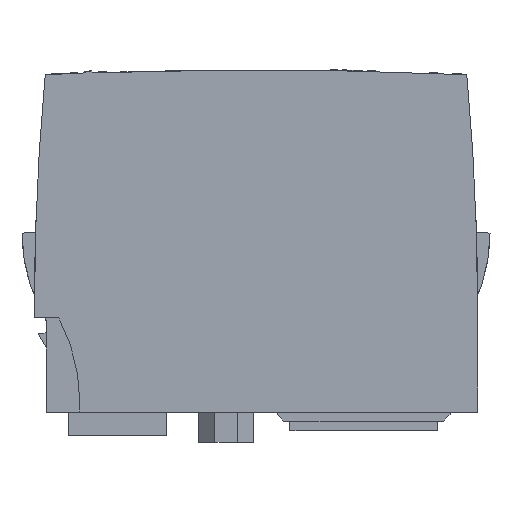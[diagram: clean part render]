
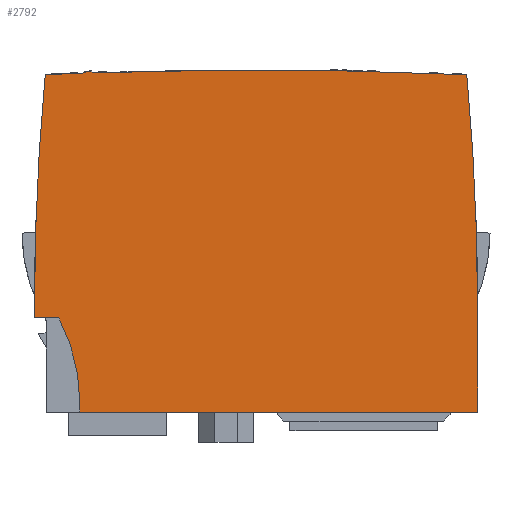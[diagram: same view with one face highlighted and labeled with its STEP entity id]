
A CAD part, left-side view. The second image highlights one B-rep face of the part: STEP entity #2792.
In plain terms, the highlighted planar face has unit normal (-1, 0, 0).
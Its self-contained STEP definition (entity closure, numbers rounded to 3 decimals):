
#2129=CIRCLE('',#21651,28.3);
#2136=CIRCLE('',#21664,391.5);
#2138=CIRCLE('',#21667,750.);
#2140=CIRCLE('',#21670,2.3);
#2148=CIRCLE('',#21683,750.);
#2152=CIRCLE('',#21688,391.5);
#2792=ADVANCED_FACE('',(#4999),#3997,.T.);
#3997=PLANE('',#21692);
#4999=FACE_OUTER_BOUND('',#6170,.T.);
#6170=EDGE_LOOP('',(#8989,#8990,#8991,#8992,#8993,#8994,#8995,#8996,#8997,
#8998,#8999));
#8989=ORIENTED_EDGE('',*,*,#15195,.F.);
#8990=ORIENTED_EDGE('',*,*,#15245,.F.);
#8991=ORIENTED_EDGE('',*,*,#15239,.F.);
#8992=ORIENTED_EDGE('',*,*,#15224,.F.);
#8993=ORIENTED_EDGE('',*,*,#15221,.F.);
#8994=ORIENTED_EDGE('',*,*,#15218,.F.);
#8995=ORIENTED_EDGE('',*,*,#15212,.F.);
#8996=ORIENTED_EDGE('',*,*,#15209,.F.);
#8997=ORIENTED_EDGE('',*,*,#15188,.F.);
#8998=ORIENTED_EDGE('',*,*,#15185,.F.);
#8999=ORIENTED_EDGE('',*,*,#15086,.F.);
#12999=VERTEX_POINT('',#30079);
#13000=VERTEX_POINT('',#30081);
#13091=VERTEX_POINT('',#30281);
#13093=VERTEX_POINT('',#30287);
#13099=VERTEX_POINT('',#30300);
#13107=VERTEX_POINT('',#30323);
#13110=VERTEX_POINT('',#30333);
#13114=VERTEX_POINT('',#30344);
#13116=VERTEX_POINT('',#30350);
#13118=VERTEX_POINT('',#30356);
#13132=VERTEX_POINT('',#30386);
#15086=EDGE_CURVE('',#12999,#13000,#17767,.T.);
#15185=EDGE_CURVE('',#13000,#13091,#17852,.T.);
#15188=EDGE_CURVE('',#13091,#13093,#2129,.T.);
#15195=EDGE_CURVE('',#13099,#12999,#17860,.T.);
#15209=EDGE_CURVE('',#13093,#13107,#17870,.T.);
#15212=EDGE_CURVE('',#13107,#13110,#17873,.T.);
#15218=EDGE_CURVE('',#13110,#13114,#2136,.T.);
#15221=EDGE_CURVE('',#13114,#13116,#2138,.T.);
#15224=EDGE_CURVE('',#13116,#13118,#2140,.T.);
#15239=EDGE_CURVE('',#13118,#13132,#2148,.T.);
#15245=EDGE_CURVE('',#13132,#13099,#2152,.T.);
#17767=LINE('',#30080,#19876);
#17852=LINE('',#30280,#19961);
#17860=LINE('',#30301,#19969);
#17870=LINE('',#30326,#19979);
#17873=LINE('',#30332,#19982);
#19876=VECTOR('',#24433,1.);
#19961=VECTOR('',#24566,1.);
#19969=VECTOR('',#24582,1.);
#19979=VECTOR('',#24606,1.);
#19982=VECTOR('',#24611,1.);
#21651=AXIS2_PLACEMENT_3D('',#30286,#24572,#24573);
#21664=AXIS2_PLACEMENT_3D('',#30343,#24621,#24622);
#21667=AXIS2_PLACEMENT_3D('',#30349,#24628,#24629);
#21670=AXIS2_PLACEMENT_3D('',#30355,#24635,#24636);
#21683=AXIS2_PLACEMENT_3D('',#30385,#24664,#24665);
#21688=AXIS2_PLACEMENT_3D('',#30396,#24676,#24677);
#21692=AXIS2_PLACEMENT_3D('',#30400,#24684,#24685);
#24433=DIRECTION('',(0.,1.,0.));
#24566=DIRECTION('',(0.,0.,1.));
#24572=DIRECTION('',(-1.,0.,0.));
#24573=DIRECTION('',(0.,-0.884,0.467));
#24582=DIRECTION('',(0.,0.,-1.));
#24606=DIRECTION('',(0.,1.,0.));
#24611=DIRECTION('',(0.,0.,1.));
#24621=DIRECTION('',(1.,0.,0.));
#24622=DIRECTION('',(0.,1.,0.));
#24628=DIRECTION('',(1.,0.,0.));
#24629=DIRECTION('',(0.,0.043,0.999));
#24635=DIRECTION('',(1.,0.,0.));
#24636=DIRECTION('',(0.,0.431,0.902));
#24664=DIRECTION('',(1.,0.,0.));
#24665=DIRECTION('',(0.,0.034,0.999));
#24676=DIRECTION('',(1.,0.,0.));
#24677=DIRECTION('',(0.,-0.996,0.09));
#24684=DIRECTION('',(-1.,0.,0.));
#24685=DIRECTION('',(0.,0.,1.));
#30079=CARTESIAN_POINT('',(-7.5,-32.,13.5));
#30080=CARTESIAN_POINT('',(-7.5,-32.,13.5));
#30081=CARTESIAN_POINT('',(-7.5,30.2,13.5));
#30280=CARTESIAN_POINT('',(-7.5,30.2,13.5));
#30281=CARTESIAN_POINT('',(-7.5,30.2,15.));
#30286=CARTESIAN_POINT('',(-7.5,58.5,15.));
#30287=CARTESIAN_POINT('',(-7.5,33.483,28.23));
#30300=CARTESIAN_POINT('',(-7.5,-32.,30.));
#30301=CARTESIAN_POINT('',(-7.5,-32.,30.));
#30323=CARTESIAN_POINT('',(-7.5,37.3,28.23));
#30326=CARTESIAN_POINT('',(-7.5,33.483,28.23));
#30332=CARTESIAN_POINT('',(-7.5,37.3,28.23));
#30333=CARTESIAN_POINT('',(-7.5,37.3,30.));
#30343=CARTESIAN_POINT('',(-7.5,-354.2,30.));
#30344=CARTESIAN_POINT('',(-7.5,35.616,66.275));
#30349=CARTESIAN_POINT('',(-7.5,2.65,-683.));
#30350=CARTESIAN_POINT('',(-7.5,29.828,66.507));
#30355=CARTESIAN_POINT('',(-7.5,28.8,64.45));
#30356=CARTESIAN_POINT('',(-7.5,27.918,66.574));
#30385=CARTESIAN_POINT('',(-7.5,2.65,-683.));
#30386=CARTESIAN_POINT('',(-7.5,-30.316,66.275));
#30396=CARTESIAN_POINT('',(-7.5,359.5,30.));
#30400=CARTESIAN_POINT('',(-7.5,58.5,15.));
